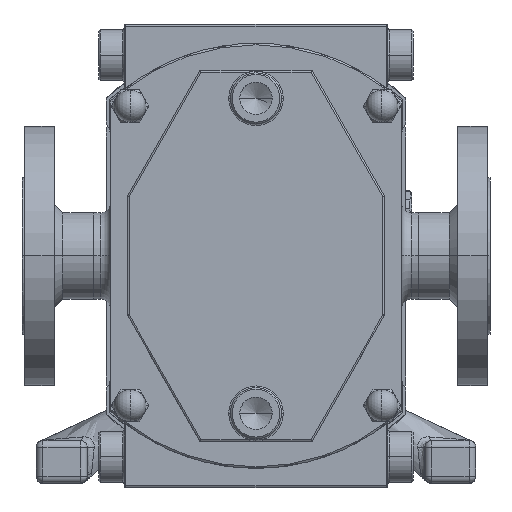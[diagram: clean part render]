
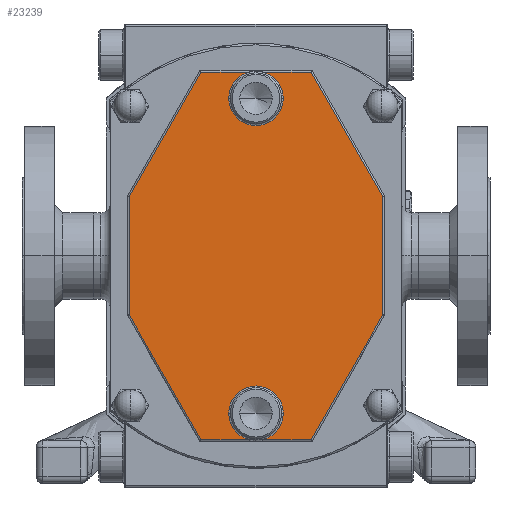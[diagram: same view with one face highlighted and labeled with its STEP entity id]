
A CAD part, top view. The second image highlights one B-rep face of the part: STEP entity #23239.
In plain terms, the highlighted planar face has unit normal (0, 0, 1).
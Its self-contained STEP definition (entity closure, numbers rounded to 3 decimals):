
#414 = CARTESIAN_POINT ( 'NONE',  ( -3.969, -108., 0. ) ) ;
#655 = LINE ( 'NONE', #15024, #27927 ) ;
#659 = VECTOR ( 'NONE', #30315, 1000. ) ;
#1108 = DIRECTION ( 'NONE',  ( 0., 1., 0. ) ) ;
#1305 = EDGE_CURVE ( 'NONE', #20287, #6088, #15096, .T. ) ;
#1604 = AXIS2_PLACEMENT_3D ( 'NONE', #23571, #28818, #6993 ) ;
#1718 = EDGE_CURVE ( 'NONE', #26631, #11773, #655, .T. ) ;
#1781 = DIRECTION ( 'NONE',  ( 0.498, 0.867, 0. ) ) ;
#1970 = CARTESIAN_POINT ( 'NONE',  ( 32.421, -108., 0. ) ) ;
#3009 = LINE ( 'NONE', #22129, #26347 ) ;
#3064 = DIRECTION ( 'NONE',  ( 0., 0., -1. ) ) ;
#3664 = CARTESIAN_POINT ( 'NONE',  ( 74.5, 34.733, 0. ) ) ;
#4123 = DIRECTION ( 'NONE',  ( -1., 0., 0. ) ) ;
#4646 = CARTESIAN_POINT ( 'NONE',  ( 0., -92.5, 0. ) ) ;
#4698 = EDGE_CURVE ( 'NONE', #20537, #10216, #30023, .T. ) ;
#5091 = CIRCLE ( 'NONE', #9186, 16. ) ;
#5736 = ORIENTED_EDGE ( 'NONE', *, *, #18781, .T. ) ;
#5812 = AXIS2_PLACEMENT_3D ( 'NONE', #4646, #18986, #21221 ) ;
#5878 = VERTEX_POINT ( 'NONE', #22155 ) ;
#6088 = VERTEX_POINT ( 'NONE', #8150 ) ;
#6351 = VERTEX_POINT ( 'NONE', #29257 ) ;
#6371 = DIRECTION ( 'NONE',  ( -1., 0., 0. ) ) ;
#6706 = CARTESIAN_POINT ( 'NONE',  ( 0., 92.5, 0. ) ) ;
#6840 = CARTESIAN_POINT ( 'NONE',  ( 0., -92.5, 0. ) ) ;
#6993 = DIRECTION ( 'NONE',  ( -1., 0., 0. ) ) ;
#7002 = CARTESIAN_POINT ( 'NONE',  ( 32.421, 108., 0. ) ) ;
#7170 = DIRECTION ( 'NONE',  ( -1., 0., 0. ) ) ;
#7578 = DIRECTION ( 'NONE',  ( -1., 0., 0. ) ) ;
#8150 = CARTESIAN_POINT ( 'NONE',  ( -32.421, 108., 0. ) ) ;
#8288 = VERTEX_POINT ( 'NONE', #25740 ) ;
#8305 = LINE ( 'NONE', #3664, #30221 ) ;
#8431 = CARTESIAN_POINT ( 'NONE',  ( -16., -92.5, 0. ) ) ;
#9186 = AXIS2_PLACEMENT_3D ( 'NONE', #21957, #12109, #7170 ) ;
#9816 = ORIENTED_EDGE ( 'NONE', *, *, #30082, .T. ) ;
#10216 = VERTEX_POINT ( 'NONE', #19498 ) ;
#10636 = CARTESIAN_POINT ( 'NONE',  ( -74.5, 34.733, 0. ) ) ;
#11036 = CARTESIAN_POINT ( 'NONE',  ( 32.421, -108., 0. ) ) ;
#11559 = LINE ( 'NONE', #1970, #12596 ) ;
#11570 = LINE ( 'NONE', #28450, #24998 ) ;
#11773 = VERTEX_POINT ( 'NONE', #18523 ) ;
#11923 = ORIENTED_EDGE ( 'NONE', *, *, #19014, .T. ) ;
#12109 = DIRECTION ( 'NONE',  ( 0., 0., -1. ) ) ;
#12173 = VECTOR ( 'NONE', #25523, 1000. ) ;
#12596 = VECTOR ( 'NONE', #19163, 1000. ) ;
#12700 = AXIS2_PLACEMENT_3D ( 'NONE', #20134, #29392, #7578 ) ;
#12757 = DIRECTION ( 'NONE',  ( 0., -1., 0. ) ) ;
#13079 = LINE ( 'NONE', #18308, #16471 ) ;
#13563 = EDGE_CURVE ( 'NONE', #14564, #29789, #16878, .T. ) ;
#13985 = ORIENTED_EDGE ( 'NONE', *, *, #28879, .T. ) ;
#14159 = EDGE_CURVE ( 'NONE', #11773, #22437, #11559, .T. ) ;
#14190 = DIRECTION ( 'NONE',  ( -1., 0., 0. ) ) ;
#14525 = VECTOR ( 'NONE', #1781, 1000. ) ;
#14564 = VERTEX_POINT ( 'NONE', #26749 ) ;
#14735 = EDGE_CURVE ( 'NONE', #22147, #20537, #5091, .T. ) ;
#14787 = CARTESIAN_POINT ( 'NONE',  ( 16., 92.5, 0. ) ) ;
#15024 = CARTESIAN_POINT ( 'NONE',  ( -32.421, -108., 0. ) ) ;
#15096 = LINE ( 'NONE', #27209, #659 ) ;
#15186 = ORIENTED_EDGE ( 'NONE', *, *, #4698, .T. ) ;
#15305 = ORIENTED_EDGE ( 'NONE', *, *, #1305, .T. ) ;
#15353 = PLANE ( 'NONE',  #20468 ) ;
#15755 = EDGE_CURVE ( 'NONE', #6088, #21180, #11570, .T. ) ;
#16471 = VECTOR ( 'NONE', #20388, 1000. ) ;
#16762 = ORIENTED_EDGE ( 'NONE', *, *, #31247, .T. ) ;
#16878 = LINE ( 'NONE', #7002, #27882 ) ;
#17092 = DIRECTION ( 'NONE',  ( 0.498, -0.867, 0. ) ) ;
#18132 = CARTESIAN_POINT ( 'NONE',  ( 3.969, 108., 0. ) ) ;
#18155 = ORIENTED_EDGE ( 'NONE', *, *, #29850, .T. ) ;
#18177 = LINE ( 'NONE', #11036, #12173 ) ;
#18287 = CIRCLE ( 'NONE', #12700, 16. ) ;
#18308 = CARTESIAN_POINT ( 'NONE',  ( -32.421, 108., 0. ) ) ;
#18463 = CARTESIAN_POINT ( 'NONE',  ( 32.421, 108., 0. ) ) ;
#18523 = CARTESIAN_POINT ( 'NONE',  ( -32.421, -108., 0. ) ) ;
#18687 = CARTESIAN_POINT ( 'NONE',  ( -74.5, -34.733, 0. ) ) ;
#18781 = EDGE_CURVE ( 'NONE', #21180, #26631, #3009, .T. ) ;
#18944 = VERTEX_POINT ( 'NONE', #8431 ) ;
#18986 = DIRECTION ( 'NONE',  ( 0., 0., -1. ) ) ;
#19014 = EDGE_CURVE ( 'NONE', #19661, #5878, #25313, .T. ) ;
#19163 = DIRECTION ( 'NONE',  ( 1., 0., 0. ) ) ;
#19490 = CARTESIAN_POINT ( 'NONE',  ( 16., -92.5, 0. ) ) ;
#19498 = CARTESIAN_POINT ( 'NONE',  ( -16., 92.5, 0. ) ) ;
#19661 = VERTEX_POINT ( 'NONE', #19490 ) ;
#20134 = CARTESIAN_POINT ( 'NONE',  ( 0., -92.5, 0. ) ) ;
#20287 = VERTEX_POINT ( 'NONE', #27124 ) ;
#20388 = DIRECTION ( 'NONE',  ( -1., 0., 0. ) ) ;
#20468 = AXIS2_PLACEMENT_3D ( 'NONE', #18463, #3064, #6371 ) ;
#20537 = VERTEX_POINT ( 'NONE', #14787 ) ;
#20991 = ORIENTED_EDGE ( 'NONE', *, *, #14159, .T. ) ;
#21180 = VERTEX_POINT ( 'NONE', #10636 ) ;
#21221 = DIRECTION ( 'NONE',  ( -1., 0., 0. ) ) ;
#21324 = ORIENTED_EDGE ( 'NONE', *, *, #22307, .T. ) ;
#21876 = AXIS2_PLACEMENT_3D ( 'NONE', #6706, #29142, #14190 ) ;
#21957 = CARTESIAN_POINT ( 'NONE',  ( 0., 92.5, 0. ) ) ;
#22129 = CARTESIAN_POINT ( 'NONE',  ( -74.5, -34.733, 0. ) ) ;
#22147 = VERTEX_POINT ( 'NONE', #18132 ) ;
#22155 = CARTESIAN_POINT ( 'NONE',  ( 3.969, -108., 0. ) ) ;
#22307 = EDGE_CURVE ( 'NONE', #10216, #20287, #29074, .T. ) ;
#22437 = VERTEX_POINT ( 'NONE', #414 ) ;
#23197 = ORIENTED_EDGE ( 'NONE', *, *, #13563, .T. ) ;
#23239 = ADVANCED_FACE ( 'NONE', ( #25645 ), #15353, .F. ) ;
#23571 = CARTESIAN_POINT ( 'NONE',  ( 0., 92.5, 0. ) ) ;
#23621 = CARTESIAN_POINT ( 'NONE',  ( 32.421, 108., 0. ) ) ;
#23971 = DIRECTION ( 'NONE',  ( -0.498, -0.867, 0. ) ) ;
#24513 = DIRECTION ( 'NONE',  ( -0.498, 0.867, 0. ) ) ;
#24998 = VECTOR ( 'NONE', #23971, 1000. ) ;
#25313 = CIRCLE ( 'NONE', #30901, 16. ) ;
#25523 = DIRECTION ( 'NONE',  ( 1., 0., 0. ) ) ;
#25645 = FACE_OUTER_BOUND ( 'NONE', #29643, .T. ) ;
#25740 = CARTESIAN_POINT ( 'NONE',  ( 74.5, -34.733, 0. ) ) ;
#25843 = LINE ( 'NONE', #28241, #14525 ) ;
#25961 = DIRECTION ( 'NONE',  ( 0., 0., -1. ) ) ;
#26347 = VECTOR ( 'NONE', #12757, 1000. ) ;
#26631 = VERTEX_POINT ( 'NONE', #18687 ) ;
#26663 = CIRCLE ( 'NONE', #5812, 16. ) ;
#26749 = CARTESIAN_POINT ( 'NONE',  ( 74.5, 34.733, 0. ) ) ;
#27042 = EDGE_CURVE ( 'NONE', #5878, #6351, #18177, .T. ) ;
#27124 = CARTESIAN_POINT ( 'NONE',  ( -3.969, 108., 0. ) ) ;
#27209 = CARTESIAN_POINT ( 'NONE',  ( -32.421, 108., 0. ) ) ;
#27882 = VECTOR ( 'NONE', #24513, 1000. ) ;
#27921 = EDGE_CURVE ( 'NONE', #22437, #18944, #18287, .T. ) ;
#27927 = VECTOR ( 'NONE', #17092, 1000. ) ;
#28000 = ORIENTED_EDGE ( 'NONE', *, *, #27042, .T. ) ;
#28151 = ORIENTED_EDGE ( 'NONE', *, *, #27921, .T. ) ;
#28241 = CARTESIAN_POINT ( 'NONE',  ( 74.5, -34.733, 0. ) ) ;
#28450 = CARTESIAN_POINT ( 'NONE',  ( -74.5, 34.733, 0. ) ) ;
#28686 = ORIENTED_EDGE ( 'NONE', *, *, #1718, .T. ) ;
#28818 = DIRECTION ( 'NONE',  ( 0., 0., -1. ) ) ;
#28879 = EDGE_CURVE ( 'NONE', #29789, #22147, #13079, .T. ) ;
#29074 = CIRCLE ( 'NONE', #1604, 16. ) ;
#29142 = DIRECTION ( 'NONE',  ( 0., 0., -1. ) ) ;
#29243 = ORIENTED_EDGE ( 'NONE', *, *, #15755, .T. ) ;
#29257 = CARTESIAN_POINT ( 'NONE',  ( 32.421, -108., 0. ) ) ;
#29392 = DIRECTION ( 'NONE',  ( 0., 0., -1. ) ) ;
#29643 = EDGE_LOOP ( 'NONE', ( #28151, #18155, #11923, #28000, #16762, #9816, #23197, #13985, #30220, #15186, #21324, #15305, #29243, #5736, #28686, #20991 ) ) ;
#29789 = VERTEX_POINT ( 'NONE', #23621 ) ;
#29850 = EDGE_CURVE ( 'NONE', #18944, #19661, #26663, .T. ) ;
#30023 = CIRCLE ( 'NONE', #21876, 16. ) ;
#30082 = EDGE_CURVE ( 'NONE', #8288, #14564, #8305, .T. ) ;
#30220 = ORIENTED_EDGE ( 'NONE', *, *, #14735, .T. ) ;
#30221 = VECTOR ( 'NONE', #1108, 1000. ) ;
#30315 = DIRECTION ( 'NONE',  ( -1., 0., 0. ) ) ;
#30901 = AXIS2_PLACEMENT_3D ( 'NONE', #6840, #25961, #4123 ) ;
#31247 = EDGE_CURVE ( 'NONE', #6351, #8288, #25843, .T. ) ;
